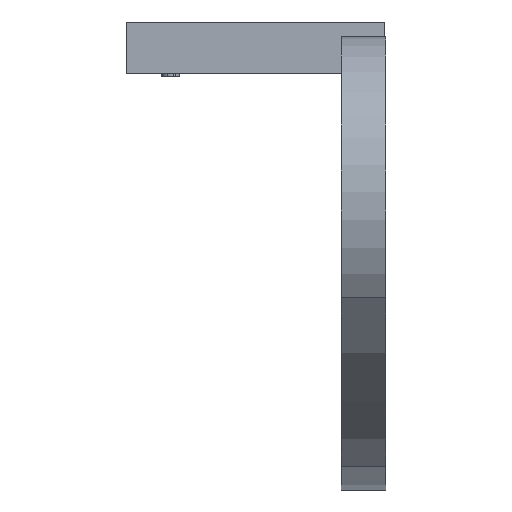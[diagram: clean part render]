
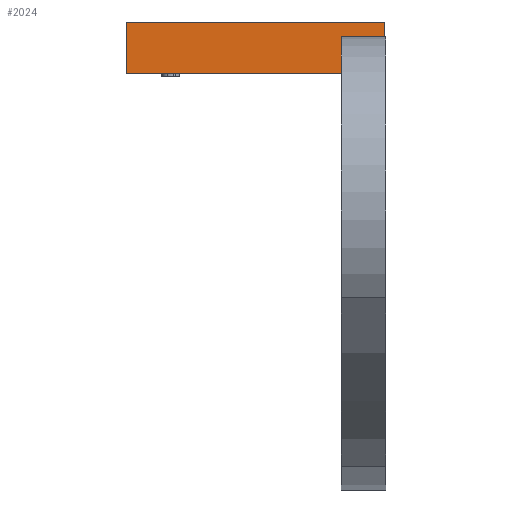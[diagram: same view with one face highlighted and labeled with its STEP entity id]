
A CAD part, top view. The second image highlights one B-rep face of the part: STEP entity #2024.
In plain terms, the highlighted face is planar.
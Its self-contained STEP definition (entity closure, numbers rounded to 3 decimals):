
#180 = CARTESIAN_POINT ( 'NONE',  ( 38., 0., 14. ) ) ;
#210 = EDGE_CURVE ( 'NONE', #1813, #2074, #420, .T. ) ;
#257 = VERTEX_POINT ( 'NONE', #808 ) ;
#267 = ORIENTED_EDGE ( 'NONE', *, *, #1183, .T. ) ;
#294 = VECTOR ( 'NONE', #2448, 1000. ) ;
#337 = LINE ( 'NONE', #764, #2324 ) ;
#344 = ORIENTED_EDGE ( 'NONE', *, *, #1377, .F. ) ;
#350 = CARTESIAN_POINT ( 'NONE',  ( 38., -70., 14. ) ) ;
#420 = LINE ( 'NONE', #1714, #1273 ) ;
#456 = LINE ( 'NONE', #486, #294 ) ;
#482 = CARTESIAN_POINT ( 'NONE',  ( 38., 0., 14. ) ) ;
#486 = CARTESIAN_POINT ( 'NONE',  ( 38., 0., 4. ) ) ;
#543 = ORIENTED_EDGE ( 'NONE', *, *, #210, .T. ) ;
#559 = DIRECTION ( 'NONE',  ( 0., 1., 0. ) ) ;
#578 = EDGE_CURVE ( 'NONE', #2296, #748, #337, .T. ) ;
#594 = CARTESIAN_POINT ( 'NONE',  ( 38., 0., 4. ) ) ;
#638 = CARTESIAN_POINT ( 'NONE',  ( 38., -70., 14. ) ) ;
#748 = VERTEX_POINT ( 'NONE', #2829 ) ;
#764 = CARTESIAN_POINT ( 'NONE',  ( 38., 0., 0. ) ) ;
#773 = EDGE_LOOP ( 'NONE', ( #941, #543, #267, #344, #2763, #2211, #1106, #925 ) ) ;
#808 = CARTESIAN_POINT ( 'NONE',  ( 38., 0., 10. ) ) ;
#827 = DIRECTION ( 'NONE',  ( 0., 1., 0. ) ) ;
#841 = CARTESIAN_POINT ( 'NONE',  ( 38., 0., 14. ) ) ;
#925 = ORIENTED_EDGE ( 'NONE', *, *, #2557, .F. ) ;
#941 = ORIENTED_EDGE ( 'NONE', *, *, #1548, .T. ) ;
#1007 = DIRECTION ( 'NONE',  ( 0., 1., 0. ) ) ;
#1023 = CARTESIAN_POINT ( 'NONE',  ( 38., 0., 14. ) ) ;
#1045 = LINE ( 'NONE', #180, #1648 ) ;
#1052 = CARTESIAN_POINT ( 'NONE',  ( 38., -11.8, 4. ) ) ;
#1106 = ORIENTED_EDGE ( 'NONE', *, *, #578, .T. ) ;
#1183 = EDGE_CURVE ( 'NONE', #2074, #257, #1367, .T. ) ;
#1225 = VECTOR ( 'NONE', #559, 1000. ) ;
#1273 = VECTOR ( 'NONE', #1935, 1000. ) ;
#1367 = LINE ( 'NONE', #2060, #1225 ) ;
#1377 = EDGE_CURVE ( 'NONE', #1381, #257, #2799, .T. ) ;
#1381 = VERTEX_POINT ( 'NONE', #1023 ) ;
#1411 = EDGE_CURVE ( 'NONE', #2425, #1381, #1045, .T. ) ;
#1450 = VECTOR ( 'NONE', #1526, 1000. ) ;
#1463 = EDGE_CURVE ( 'NONE', #2425, #2296, #2419, .T. ) ;
#1487 = LINE ( 'NONE', #2180, #2430 ) ;
#1526 = DIRECTION ( 'NONE',  ( 0., 0., -1. ) ) ;
#1536 = DIRECTION ( 'NONE',  ( 0., -1., 0. ) ) ;
#1548 = EDGE_CURVE ( 'NONE', #1863, #1813, #456, .T. ) ;
#1648 = VECTOR ( 'NONE', #827, 1000. ) ;
#1714 = CARTESIAN_POINT ( 'NONE',  ( 38., -11.8, 4. ) ) ;
#1789 = VECTOR ( 'NONE', #2790, 1000. ) ;
#1791 = DIRECTION ( 'NONE',  ( -1., 0., 0. ) ) ;
#1813 = VERTEX_POINT ( 'NONE', #1052 ) ;
#1863 = VERTEX_POINT ( 'NONE', #594 ) ;
#1935 = DIRECTION ( 'NONE',  ( 0., 0., 1. ) ) ;
#2024 = ADVANCED_FACE ( 'NONE', ( #2038 ), #2443, .F. ) ;
#2038 = FACE_OUTER_BOUND ( 'NONE', #773, .T. ) ;
#2060 = CARTESIAN_POINT ( 'NONE',  ( 38., 0., 10. ) ) ;
#2074 = VERTEX_POINT ( 'NONE', #2488 ) ;
#2180 = CARTESIAN_POINT ( 'NONE',  ( 38., 0., 14. ) ) ;
#2211 = ORIENTED_EDGE ( 'NONE', *, *, #1463, .T. ) ;
#2296 = VERTEX_POINT ( 'NONE', #2818 ) ;
#2324 = VECTOR ( 'NONE', #1007, 1000. ) ;
#2379 = DIRECTION ( 'NONE',  ( 0., 0., -1. ) ) ;
#2380 = AXIS2_PLACEMENT_3D ( 'NONE', #482, #1791, #1536 ) ;
#2419 = LINE ( 'NONE', #638, #1450 ) ;
#2425 = VERTEX_POINT ( 'NONE', #350 ) ;
#2430 = VECTOR ( 'NONE', #2379, 1000. ) ;
#2443 = PLANE ( 'NONE',  #2380 ) ;
#2448 = DIRECTION ( 'NONE',  ( 0., -1., 0. ) ) ;
#2488 = CARTESIAN_POINT ( 'NONE',  ( 38., -11.8, 10. ) ) ;
#2557 = EDGE_CURVE ( 'NONE', #1863, #748, #1487, .T. ) ;
#2763 = ORIENTED_EDGE ( 'NONE', *, *, #1411, .F. ) ;
#2790 = DIRECTION ( 'NONE',  ( 0., 0., -1. ) ) ;
#2799 = LINE ( 'NONE', #841, #1789 ) ;
#2818 = CARTESIAN_POINT ( 'NONE',  ( 38., -70., 0. ) ) ;
#2829 = CARTESIAN_POINT ( 'NONE',  ( 38., 0., 0. ) ) ;
